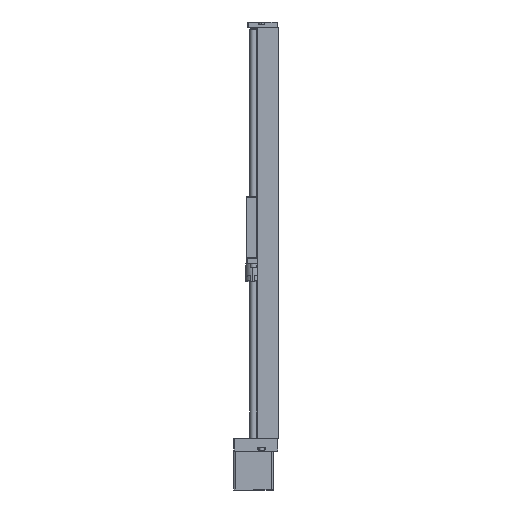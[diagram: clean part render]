
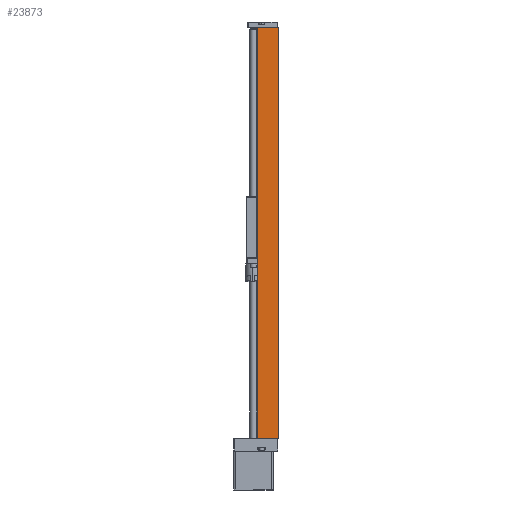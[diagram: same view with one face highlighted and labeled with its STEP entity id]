
A CAD part, left-side view. The second image highlights one B-rep face of the part: STEP entity #23873.
In plain terms, the highlighted planar face has unit normal (-1, 0, 0).
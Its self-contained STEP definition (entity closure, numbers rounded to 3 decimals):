
#5775 = CARTESIAN_POINT ( 'NONE',  ( -21.755, 5., 0. ) ) ;
#6889 = AXIS2_PLACEMENT_3D ( 'NONE', #26392, #45712, #25881 ) ;
#7162 = DIRECTION ( 'NONE',  ( 0., 0., -1. ) ) ;
#7429 = PLANE ( 'NONE',  #6889 ) ;
#10012 = VECTOR ( 'NONE', #7162, 1000. ) ;
#13831 = DIRECTION ( 'NONE',  ( 0., 0., -1. ) ) ;
#14385 = FACE_OUTER_BOUND ( 'NONE', #23946, .T. ) ;
#15718 = ORIENTED_EDGE ( 'NONE', *, *, #33013, .T. ) ;
#17397 = VERTEX_POINT ( 'NONE', #45754 ) ;
#18174 = LINE ( 'NONE', #37746, #10012 ) ;
#19052 = CARTESIAN_POINT ( 'NONE',  ( -21.755, 0., 368. ) ) ;
#19093 = CARTESIAN_POINT ( 'NONE',  ( -21.755, 0., 368. ) ) ;
#19562 = LINE ( 'NONE', #19052, #48232 ) ;
#20635 = ORIENTED_EDGE ( 'NONE', *, *, #45785, .F. ) ;
#22915 = CARTESIAN_POINT ( 'NONE',  ( -21.755, 18.5, 368. ) ) ;
#23069 = EDGE_CURVE ( 'NONE', #35066, #17397, #45065, .T. ) ;
#23873 = ADVANCED_FACE ( 'NONE', ( #14385 ), #7429, .F. ) ;
#23946 = EDGE_LOOP ( 'NONE', ( #36151, #39704, #20635, #15718 ) ) ;
#25846 = LINE ( 'NONE', #41319, #34751 ) ;
#25881 = DIRECTION ( 'NONE',  ( 0., 0., -1. ) ) ;
#26392 = CARTESIAN_POINT ( 'NONE',  ( -21.755, 5., 368. ) ) ;
#28945 = VERTEX_POINT ( 'NONE', #22915 ) ;
#33013 = EDGE_CURVE ( 'NONE', #28945, #35066, #25846, .T. ) ;
#34741 = CARTESIAN_POINT ( 'NONE',  ( -21.755, 18.5, 0. ) ) ;
#34751 = VECTOR ( 'NONE', #13831, 1000. ) ;
#35002 = DIRECTION ( 'NONE',  ( 0., -1., 0. ) ) ;
#35066 = VERTEX_POINT ( 'NONE', #34741 ) ;
#36151 = ORIENTED_EDGE ( 'NONE', *, *, #23069, .T. ) ;
#37746 = CARTESIAN_POINT ( 'NONE',  ( -21.755, 0., 368. ) ) ;
#39704 = ORIENTED_EDGE ( 'NONE', *, *, #40036, .F. ) ;
#40036 = EDGE_CURVE ( 'NONE', #49954, #17397, #18174, .T. ) ;
#41319 = CARTESIAN_POINT ( 'NONE',  ( -21.755, 18.5, 368. ) ) ;
#45065 = LINE ( 'NONE', #5775, #48616 ) ;
#45712 = DIRECTION ( 'NONE',  ( 1., 0., 0. ) ) ;
#45754 = CARTESIAN_POINT ( 'NONE',  ( -21.755, 0., 0. ) ) ;
#45785 = EDGE_CURVE ( 'NONE', #28945, #49954, #19562, .T. ) ;
#48232 = VECTOR ( 'NONE', #35002, 1000. ) ;
#48616 = VECTOR ( 'NONE', #48680, 1000. ) ;
#48680 = DIRECTION ( 'NONE',  ( 0., -1., 0. ) ) ;
#49954 = VERTEX_POINT ( 'NONE', #19093 ) ;
